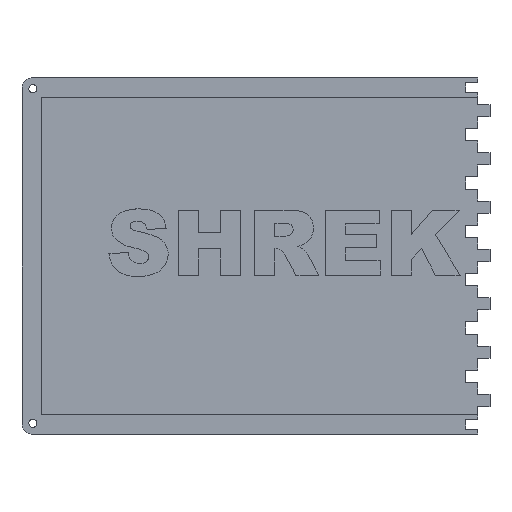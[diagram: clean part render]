
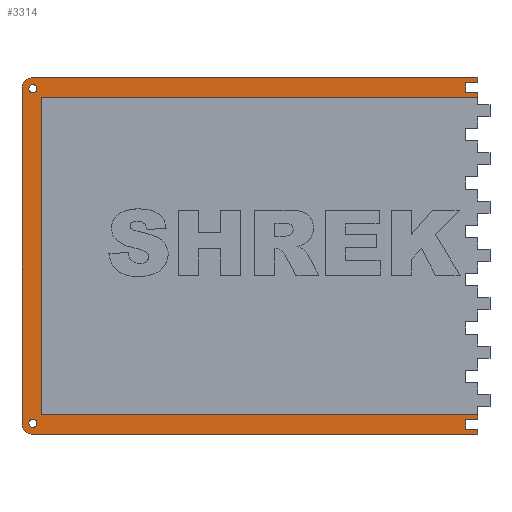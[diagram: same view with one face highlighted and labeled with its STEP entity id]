
A CAD part, top view. The second image highlights one B-rep face of the part: STEP entity #3314.
In plain terms, the highlighted planar face has unit normal (0, 0, 1).
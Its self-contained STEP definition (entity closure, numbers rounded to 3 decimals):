
#161=FACE_BOUND('',#381,.T.);
#162=FACE_BOUND('',#382,.T.);
#170=CIRCLE('',#3510,4.);
#171=CIRCLE('',#3511,4.);
#172=CIRCLE('',#3512,1.7);
#173=CIRCLE('',#3513,1.7);
#197=FACE_OUTER_BOUND('',#380,.T.);
#380=EDGE_LOOP('',(#2450,#2451,#2452,#2453,#2454,#2455,#2456,#2457,#2458,
#2459,#2460,#2461,#2462,#2463,#2464,#2465,#2466,#2467));
#381=EDGE_LOOP('',(#2468));
#382=EDGE_LOOP('',(#2469));
#543=LINE('',#4335,#943);
#550=LINE('',#4348,#950);
#732=LINE('',#4942,#1132);
#735=LINE('',#4947,#1135);
#738=LINE('',#4953,#1138);
#739=LINE('',#4956,#1139);
#740=LINE('',#4958,#1140);
#741=LINE('',#4960,#1141);
#742=LINE('',#4962,#1142);
#743=LINE('',#4964,#1143);
#744=LINE('',#4965,#1144);
#745=LINE('',#4967,#1145);
#746=LINE('',#4971,#1146);
#747=LINE('',#4975,#1147);
#748=LINE('',#4976,#1148);
#749=LINE('',#4977,#1149);
#943=VECTOR('',#3639,10.);
#950=VECTOR('',#3648,10.);
#1132=VECTOR('',#3868,10.);
#1135=VECTOR('',#3873,10.);
#1138=VECTOR('',#3878,10.);
#1139=VECTOR('',#3881,10.);
#1140=VECTOR('',#3882,10.);
#1141=VECTOR('',#3883,10.);
#1142=VECTOR('',#3884,10.);
#1143=VECTOR('',#3885,10.);
#1144=VECTOR('',#3886,10.);
#1145=VECTOR('',#3887,10.);
#1146=VECTOR('',#3890,10.);
#1147=VECTOR('',#3893,10.);
#1148=VECTOR('',#3894,10.);
#1149=VECTOR('',#3895,10.);
#1342=VERTEX_POINT('',#4331);
#1344=VERTEX_POINT('',#4334);
#1349=VERTEX_POINT('',#4346);
#1551=VERTEX_POINT('',#4939);
#1552=VERTEX_POINT('',#4941);
#1553=VERTEX_POINT('',#4945);
#1554=VERTEX_POINT('',#4949);
#1555=VERTEX_POINT('',#4951);
#1556=VERTEX_POINT('',#4955);
#1557=VERTEX_POINT('',#4957);
#1558=VERTEX_POINT('',#4959);
#1559=VERTEX_POINT('',#4961);
#1560=VERTEX_POINT('',#4963);
#1561=VERTEX_POINT('',#4966);
#1562=VERTEX_POINT('',#4968);
#1563=VERTEX_POINT('',#4970);
#1564=VERTEX_POINT('',#4972);
#1565=VERTEX_POINT('',#4974);
#1566=VERTEX_POINT('',#4978);
#1567=VERTEX_POINT('',#4980);
#1675=EDGE_CURVE('',#1344,#1342,#543,.T.);
#1682=EDGE_CURVE('',#1349,#1342,#550,.T.);
#1906=EDGE_CURVE('',#1552,#1551,#732,.T.);
#1909=EDGE_CURVE('',#1553,#1551,#735,.T.);
#1912=EDGE_CURVE('',#1554,#1555,#738,.T.);
#1913=EDGE_CURVE('',#1556,#1349,#739,.T.);
#1914=EDGE_CURVE('',#1557,#1556,#740,.T.);
#1915=EDGE_CURVE('',#1558,#1557,#741,.T.);
#1916=EDGE_CURVE('',#1559,#1558,#742,.T.);
#1917=EDGE_CURVE('',#1559,#1560,#743,.T.);
#1918=EDGE_CURVE('',#1560,#1552,#744,.T.);
#1919=EDGE_CURVE('',#1561,#1553,#745,.T.);
#1920=EDGE_CURVE('',#1562,#1561,#170,.T.);
#1921=EDGE_CURVE('',#1563,#1562,#746,.T.);
#1922=EDGE_CURVE('',#1564,#1563,#171,.T.);
#1923=EDGE_CURVE('',#1565,#1564,#747,.T.);
#1924=EDGE_CURVE('',#1554,#1565,#748,.T.);
#1925=EDGE_CURVE('',#1555,#1344,#749,.T.);
#1926=EDGE_CURVE('',#1566,#1566,#172,.T.);
#1927=EDGE_CURVE('',#1567,#1567,#173,.T.);
#2450=ORIENTED_EDGE('',*,*,#1675,.T.);
#2451=ORIENTED_EDGE('',*,*,#1682,.F.);
#2452=ORIENTED_EDGE('',*,*,#1913,.F.);
#2453=ORIENTED_EDGE('',*,*,#1914,.F.);
#2454=ORIENTED_EDGE('',*,*,#1915,.F.);
#2455=ORIENTED_EDGE('',*,*,#1916,.F.);
#2456=ORIENTED_EDGE('',*,*,#1917,.T.);
#2457=ORIENTED_EDGE('',*,*,#1918,.T.);
#2458=ORIENTED_EDGE('',*,*,#1906,.T.);
#2459=ORIENTED_EDGE('',*,*,#1909,.F.);
#2460=ORIENTED_EDGE('',*,*,#1919,.F.);
#2461=ORIENTED_EDGE('',*,*,#1920,.F.);
#2462=ORIENTED_EDGE('',*,*,#1921,.F.);
#2463=ORIENTED_EDGE('',*,*,#1922,.F.);
#2464=ORIENTED_EDGE('',*,*,#1923,.F.);
#2465=ORIENTED_EDGE('',*,*,#1924,.F.);
#2466=ORIENTED_EDGE('',*,*,#1912,.T.);
#2467=ORIENTED_EDGE('',*,*,#1925,.T.);
#2468=ORIENTED_EDGE('',*,*,#1926,.F.);
#2469=ORIENTED_EDGE('',*,*,#1927,.F.);
#3187=PLANE('',#3509);
#3314=ADVANCED_FACE('',(#197,#161,#162),#3187,.T.);
#3509=AXIS2_PLACEMENT_3D('',#4954,#3879,#3880);
#3510=AXIS2_PLACEMENT_3D('',#4969,#3888,#3889);
#3511=AXIS2_PLACEMENT_3D('',#4973,#3891,#3892);
#3512=AXIS2_PLACEMENT_3D('',#4979,#3896,#3897);
#3513=AXIS2_PLACEMENT_3D('',#4981,#3898,#3899);
#3639=DIRECTION('',(1.,0.,0.));
#3648=DIRECTION('',(0.,-1.,0.));
#3868=DIRECTION('',(1.,0.,0.));
#3873=DIRECTION('',(0.,-1.,0.));
#3878=DIRECTION('',(-1.,0.,0.));
#3879=DIRECTION('center_axis',(0.,0.,1.));
#3880=DIRECTION('ref_axis',(1.,0.,0.));
#3881=DIRECTION('',(1.,0.,0.));
#3882=DIRECTION('',(0.,-1.,0.));
#3883=DIRECTION('',(-1.,0.,0.));
#3884=DIRECTION('',(0.,-1.,0.));
#3885=DIRECTION('',(-1.,0.,0.));
#3886=DIRECTION('',(0.,1.,0.));
#3887=DIRECTION('',(1.,0.,0.));
#3888=DIRECTION('center_axis',(0.,0.,-1.));
#3889=DIRECTION('ref_axis',(-0.707,0.707,0.));
#3890=DIRECTION('',(0.,1.,0.));
#3891=DIRECTION('center_axis',(0.,0.,-1.));
#3892=DIRECTION('ref_axis',(-0.707,-0.707,0.));
#3893=DIRECTION('',(-1.,0.,0.));
#3894=DIRECTION('',(0.,-1.,0.));
#3895=DIRECTION('',(0.,1.,0.));
#3896=DIRECTION('center_axis',(0.,0.,1.));
#3897=DIRECTION('ref_axis',(1.,0.,0.));
#3898=DIRECTION('center_axis',(0.,0.,1.));
#3899=DIRECTION('ref_axis',(1.,0.,0.));
#4331=CARTESIAN_POINT('',(98.468,-81.671,11.5));
#4334=CARTESIAN_POINT('',(93.468,-81.671,11.5));
#4335=CARTESIAN_POINT('',(6.368,-81.671,11.5));
#4346=CARTESIAN_POINT('',(98.468,-79.721,11.5));
#4348=CARTESIAN_POINT('',(98.468,20.579,11.5));
#4939=CARTESIAN_POINT('',(98.468,57.729,11.5));
#4941=CARTESIAN_POINT('',(93.468,57.729,11.5));
#4942=CARTESIAN_POINT('',(6.368,57.729,11.5));
#4945=CARTESIAN_POINT('',(98.468,59.679,11.5));
#4947=CARTESIAN_POINT('',(98.468,20.579,11.5));
#4949=CARTESIAN_POINT('',(98.468,-85.771,11.5));
#4951=CARTESIAN_POINT('',(93.468,-85.771,11.5));
#4953=CARTESIAN_POINT('',(6.368,-85.771,11.5));
#4954=CARTESIAN_POINT('Origin',(-85.732,55.179,11.5));
#4955=CARTESIAN_POINT('',(-82.232,-79.721,11.5));
#4956=CARTESIAN_POINT('',(96.718,-79.721,11.5));
#4957=CARTESIAN_POINT('',(-82.232,51.679,11.5));
#4958=CARTESIAN_POINT('',(-82.232,-12.271,11.5));
#4959=CARTESIAN_POINT('',(98.468,51.679,11.5));
#4960=CARTESIAN_POINT('',(-83.982,51.679,11.5));
#4961=CARTESIAN_POINT('',(98.468,53.629,11.5));
#4962=CARTESIAN_POINT('',(98.468,20.579,11.5));
#4963=CARTESIAN_POINT('',(93.468,53.629,11.5));
#4964=CARTESIAN_POINT('',(6.368,53.629,11.5));
#4965=CARTESIAN_POINT('',(93.468,56.429,11.5));
#4966=CARTESIAN_POINT('',(-86.232,59.679,11.5));
#4967=CARTESIAN_POINT('',(100.718,59.679,11.5));
#4968=CARTESIAN_POINT('',(-90.232,55.679,11.5));
#4969=CARTESIAN_POINT('Origin',(-86.232,55.679,11.5));
#4970=CARTESIAN_POINT('',(-90.232,-83.721,11.5));
#4971=CARTESIAN_POINT('',(-90.232,57.429,11.5));
#4972=CARTESIAN_POINT('',(-86.232,-87.721,11.5));
#4973=CARTESIAN_POINT('Origin',(-86.232,-83.721,11.5));
#4974=CARTESIAN_POINT('',(98.468,-87.721,11.5));
#4975=CARTESIAN_POINT('',(-87.982,-87.721,11.5));
#4976=CARTESIAN_POINT('',(98.468,20.579,11.5));
#4977=CARTESIAN_POINT('',(93.468,-13.271,11.5));
#4978=CARTESIAN_POINT('',(-87.432,55.179,11.5));
#4979=CARTESIAN_POINT('Origin',(-85.732,55.179,11.5));
#4980=CARTESIAN_POINT('',(-87.432,-83.221,11.5));
#4981=CARTESIAN_POINT('Origin',(-85.732,-83.221,11.5));
